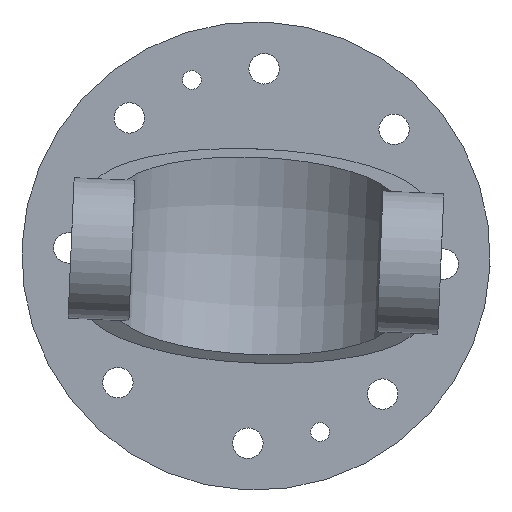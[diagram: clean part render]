
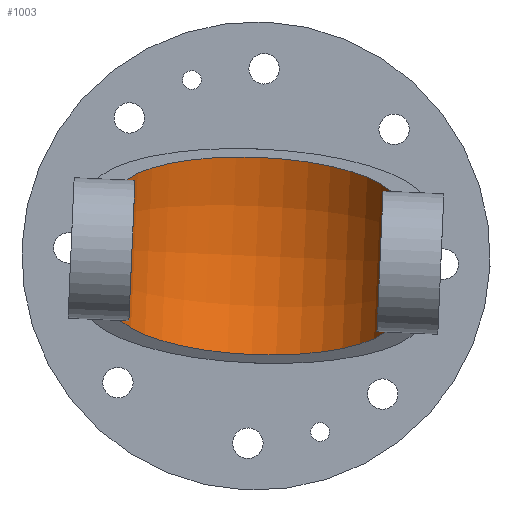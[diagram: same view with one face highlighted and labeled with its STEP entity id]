
A CAD part, front view. The second image highlights one B-rep face of the part: STEP entity #1003.
In plain terms, the highlighted toroidal (fillet/blend) face has major radius 50.8 mm and minor radius 38.1 mm.
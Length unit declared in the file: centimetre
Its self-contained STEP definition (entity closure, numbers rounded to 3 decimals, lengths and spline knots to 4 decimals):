
#58 = ORIENTED_EDGE ( 'NONE', *, *, #1092, .F. ) ;
#71 = CARTESIAN_POINT ( 'NONE',  ( 3.81, 127.1426, 0. ) ) ;
#74 = CARTESIAN_POINT ( 'NONE',  ( 0., 122.2977, 1.5276 ) ) ;
#301 = ORIENTED_EDGE ( 'NONE', *, *, #1944, .T. ) ;
#377 = EDGE_LOOP ( 'NONE', ( #58, #723, #785, #301 ) ) ;
#425 = DIRECTION ( 'NONE',  ( 0., 0., 1. ) ) ;
#506 = CARTESIAN_POINT ( 'NONE',  ( -3.81, 122.2977, 1.5276 ) ) ;
#662 = DIRECTION ( 'NONE',  ( -1., 0., 0. ) ) ;
#690 = VERTEX_POINT ( 'NONE', #2294 ) ;
#718 = DIRECTION ( 'NONE',  ( 0., 0.301, 0.954 ) ) ;
#723 = ORIENTED_EDGE ( 'NONE', *, *, #1274, .F. ) ;
#785 = ORIENTED_EDGE ( 'NONE', *, *, #1365, .T. ) ;
#808 = AXIS2_PLACEMENT_3D ( 'NONE', #1843, #2052, #1221 ) ;
#904 = TOROIDAL_SURFACE ( 'NONE', #808, 5.08, 3.81 ) ;
#1003 = ADVANCED_FACE ( 'NONE', ( #1662 ), #904, .F. ) ;
#1092 = EDGE_CURVE ( 'NONE', #2305, #2435, #2089, .T. ) ;
#1098 = DIRECTION ( 'NONE',  ( 1., 0., 0. ) ) ;
#1126 = CIRCLE ( 'NONE', #1468, 5.08 ) ;
#1180 = DIRECTION ( 'NONE',  ( 1., 0., 0. ) ) ;
#1221 = DIRECTION ( 'NONE',  ( 0., 0., 1. ) ) ;
#1274 = EDGE_CURVE ( 'NONE', #690, #2305, #1644, .T. ) ;
#1340 = CARTESIAN_POINT ( 'NONE',  ( 3.81, 122.2977, -1.5276 ) ) ;
#1365 = EDGE_CURVE ( 'NONE', #690, #2026, #1126, .T. ) ;
#1429 = AXIS2_PLACEMENT_3D ( 'NONE', #74, #718, #1098 ) ;
#1468 = AXIS2_PLACEMENT_3D ( 'NONE', #2518, #1925, #425 ) ;
#1513 = AXIS2_PLACEMENT_3D ( 'NONE', #1987, #1602, #1180 ) ;
#1602 = DIRECTION ( 'NONE',  ( 0., -0.301, 0.954 ) ) ;
#1644 = CIRCLE ( 'NONE', #1513, 3.81 ) ;
#1662 = FACE_OUTER_BOUND ( 'NONE', #377, .T. ) ;
#1843 = CARTESIAN_POINT ( 'NONE',  ( 0., 127.1426, 0. ) ) ;
#1925 = DIRECTION ( 'NONE',  ( -1., 0., 0. ) ) ;
#1944 = EDGE_CURVE ( 'NONE', #2026, #2435, #2413, .T. ) ;
#1955 = CARTESIAN_POINT ( 'NONE',  ( 3.81, 122.2977, 1.5276 ) ) ;
#1987 = CARTESIAN_POINT ( 'NONE',  ( 0., 122.2977, -1.5276 ) ) ;
#2026 = VERTEX_POINT ( 'NONE', #506 ) ;
#2052 = DIRECTION ( 'NONE',  ( -1., 0., 0. ) ) ;
#2089 = CIRCLE ( 'NONE', #2406, 5.08 ) ;
#2294 = CARTESIAN_POINT ( 'NONE',  ( -3.81, 122.2977, -1.5276 ) ) ;
#2305 = VERTEX_POINT ( 'NONE', #1340 ) ;
#2406 = AXIS2_PLACEMENT_3D ( 'NONE', #71, #662, #2606 ) ;
#2413 = CIRCLE ( 'NONE', #1429, 3.81 ) ;
#2435 = VERTEX_POINT ( 'NONE', #1955 ) ;
#2518 = CARTESIAN_POINT ( 'NONE',  ( -3.81, 127.1426, 0. ) ) ;
#2606 = DIRECTION ( 'NONE',  ( 0., 0., 1. ) ) ;
